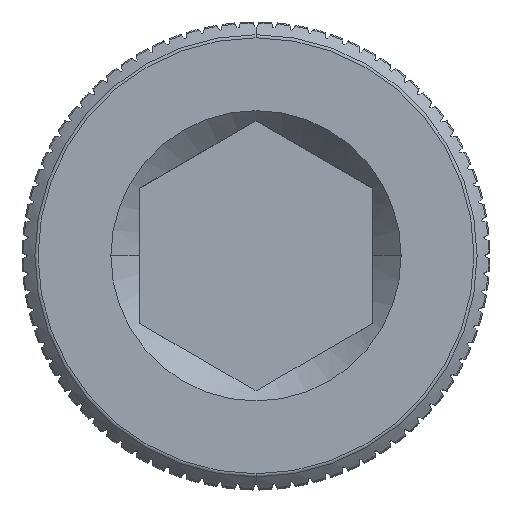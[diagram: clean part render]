
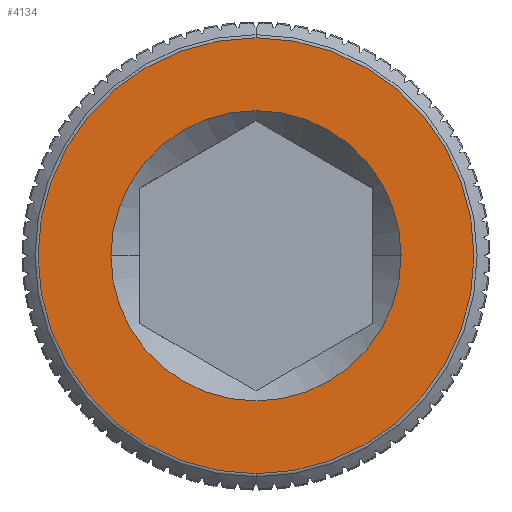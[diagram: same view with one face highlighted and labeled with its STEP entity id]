
A CAD part, top view. The second image highlights one B-rep face of the part: STEP entity #4134.
In plain terms, the highlighted planar face has unit normal (0, 0, 1).
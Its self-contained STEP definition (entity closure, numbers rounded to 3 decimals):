
#1 = EDGE_CURVE ( 'NONE', #10028, #19316, #7273, .T. ) ;
#456 = CARTESIAN_POINT ( 'NONE',  ( 0., 0., 28. ) ) ;
#2290 = DIRECTION ( 'NONE',  ( 0., 1., 0. ) ) ;
#2669 = ORIENTED_EDGE ( 'NONE', *, *, #13855, .F. ) ;
#2770 = AXIS2_PLACEMENT_3D ( 'NONE', #11162, #9553, #4001 ) ;
#2858 = FACE_OUTER_BOUND ( 'NONE', #5450, .T. ) ;
#3442 = FACE_BOUND ( 'NONE', #23347, .T. ) ;
#4001 = DIRECTION ( 'NONE',  ( 1., 0., 0. ) ) ;
#4134 = ADVANCED_FACE ( 'NONE', ( #3442, #2858 ), #4422, .T. ) ;
#4422 = PLANE ( 'NONE',  #8281 ) ;
#5377 = AXIS2_PLACEMENT_3D ( 'NONE', #456, #13212, #2290 ) ;
#5450 = EDGE_LOOP ( 'NONE', ( #2669, #11768 ) ) ;
#6327 = DIRECTION ( 'NONE',  ( 0., -1., 0. ) ) ;
#7273 = CIRCLE ( 'NONE', #2770, 3.103 ) ;
#7997 = AXIS2_PLACEMENT_3D ( 'NONE', #8211, #19215, #22731 ) ;
#8085 = VERTEX_POINT ( 'NONE', #16869 ) ;
#8211 = CARTESIAN_POINT ( 'NONE',  ( 0., 0., 28. ) ) ;
#8281 = AXIS2_PLACEMENT_3D ( 'NONE', #11827, #17254, #6327 ) ;
#8448 = CARTESIAN_POINT ( 'NONE',  ( -3.103, 0., 28. ) ) ;
#9427 = ORIENTED_EDGE ( 'NONE', *, *, #23538, .F. ) ;
#9448 = CIRCLE ( 'NONE', #7997, 3.103 ) ;
#9553 = DIRECTION ( 'NONE',  ( 0., 0., 1. ) ) ;
#10028 = VERTEX_POINT ( 'NONE', #8448 ) ;
#11162 = CARTESIAN_POINT ( 'NONE',  ( 0., 0., 28. ) ) ;
#11768 = ORIENTED_EDGE ( 'NONE', *, *, #19584, .F. ) ;
#11827 = CARTESIAN_POINT ( 'NONE',  ( 0., 0., 28. ) ) ;
#12400 = CARTESIAN_POINT ( 'NONE',  ( 0., 4.661, 28. ) ) ;
#13212 = DIRECTION ( 'NONE',  ( 0., 0., -1. ) ) ;
#13640 = CIRCLE ( 'NONE', #22286, 4.661 ) ;
#13792 = CARTESIAN_POINT ( 'NONE',  ( 3.103, 0., 28. ) ) ;
#13855 = EDGE_CURVE ( 'NONE', #15431, #8085, #13640, .T. ) ;
#15431 = VERTEX_POINT ( 'NONE', #12400 ) ;
#15727 = ORIENTED_EDGE ( 'NONE', *, *, #1, .F. ) ;
#16869 = CARTESIAN_POINT ( 'NONE',  ( 0., -4.661, 28. ) ) ;
#17254 = DIRECTION ( 'NONE',  ( 0., 0., 1. ) ) ;
#17430 = CARTESIAN_POINT ( 'NONE',  ( 0., 0., 28. ) ) ;
#19182 = DIRECTION ( 'NONE',  ( 0., 1., 0. ) ) ;
#19215 = DIRECTION ( 'NONE',  ( 0., 0., 1. ) ) ;
#19316 = VERTEX_POINT ( 'NONE', #13792 ) ;
#19497 = CIRCLE ( 'NONE', #5377, 4.661 ) ;
#19506 = DIRECTION ( 'NONE',  ( 0., 0., -1. ) ) ;
#19584 = EDGE_CURVE ( 'NONE', #8085, #15431, #19497, .T. ) ;
#22286 = AXIS2_PLACEMENT_3D ( 'NONE', #17430, #19506, #19182 ) ;
#22731 = DIRECTION ( 'NONE',  ( 1., 0., 0. ) ) ;
#23347 = EDGE_LOOP ( 'NONE', ( #9427, #15727 ) ) ;
#23538 = EDGE_CURVE ( 'NONE', #19316, #10028, #9448, .T. ) ;
